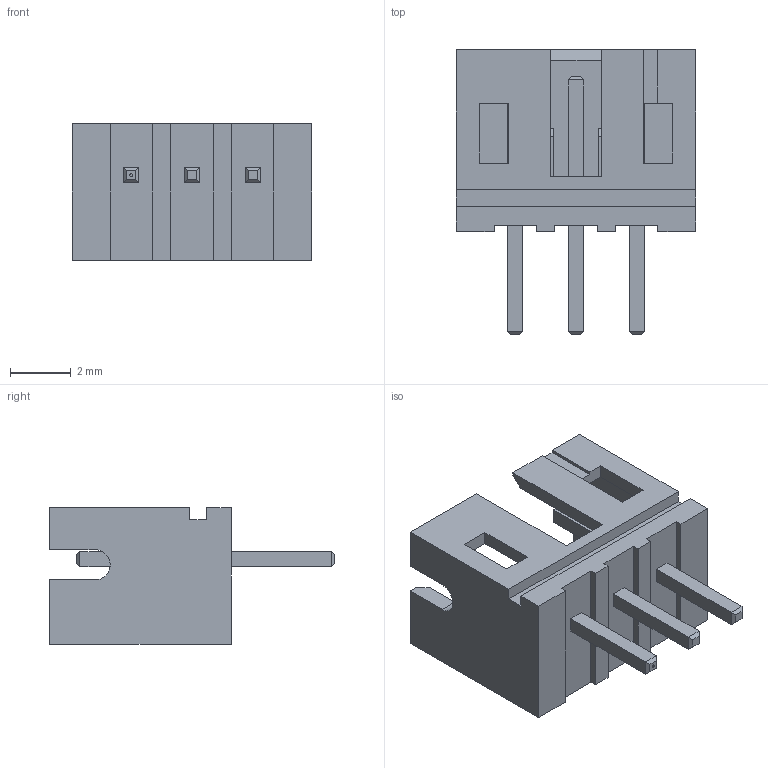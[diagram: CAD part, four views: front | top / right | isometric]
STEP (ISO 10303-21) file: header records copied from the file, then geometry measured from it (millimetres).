
FILE_DESCRIPTION (( 'STEP AP214' ), '1' );
FILE_NAME ('JST-B3B-PH-K-S.STEP', '2020-12-29T22:26:17', ( '' ), ( '' ), 'SwSTEP 2.0', 'SolidWorks 2020', '' );
FILE_SCHEMA (( 'AUTOMOTIVE_DESIGN' ));
Length unit declared in the file: millimetre
Products named in the file (1): JST-B3B-PH-K-S
Bounding box: 7.9 x 9.4 x 4.5 mm (x, y, z)
Volume: 96.7 mm3; surface area: 348.9 mm2
Topology: 1 solids, 1 shells, 125 faces, 321 edges, 204 vertices
Faces by surface type: plane 121, cylinder 4
Entity records: 5067 total; most frequent: CARTESIAN_POINT 651, ORIENTED_EDGE 642, DIRECTION 581, EDGE_CURVE 321, LINE 313, VECTOR 313, VERTEX_POINT 204, EDGE_LOOP 135
